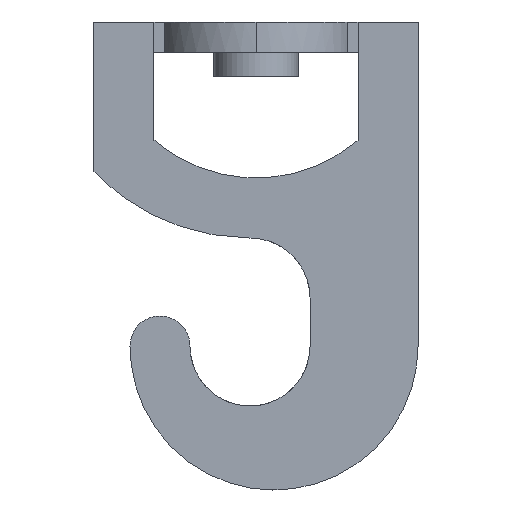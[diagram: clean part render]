
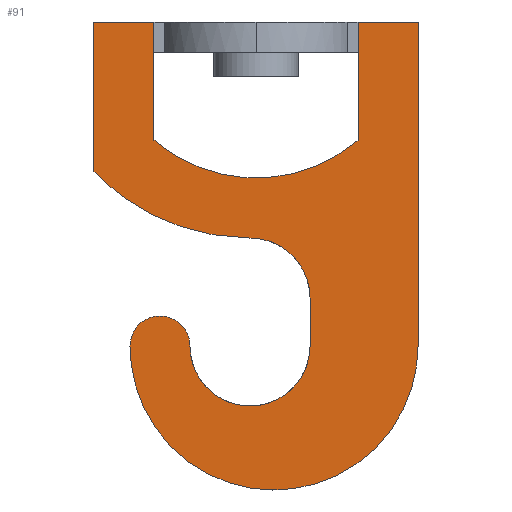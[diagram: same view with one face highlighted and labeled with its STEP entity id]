
A CAD part, front view. The second image highlights one B-rep face of the part: STEP entity #91.
In plain terms, the highlighted planar face has unit normal (0, -1, 0).
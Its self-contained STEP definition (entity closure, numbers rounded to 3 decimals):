
#91=ADVANCED_FACE('',(#162),#1172,.T.);
#162=FACE_OUTER_BOUND('',#245,.T.);
#245=EDGE_LOOP('',(#580,#581,#582,#583,#584,#585,#586,#587,#588,#589,#590,
#591,#592,#593));
#580=ORIENTED_EDGE('',*,*,#789,.T.);
#581=ORIENTED_EDGE('',*,*,#792,.T.);
#582=ORIENTED_EDGE('',*,*,#780,.T.);
#583=ORIENTED_EDGE('',*,*,#777,.T.);
#584=ORIENTED_EDGE('',*,*,#631,.T.);
#585=ORIENTED_EDGE('',*,*,#790,.T.);
#586=ORIENTED_EDGE('',*,*,#788,.T.);
#587=ORIENTED_EDGE('',*,*,#643,.F.);
#588=ORIENTED_EDGE('',*,*,#649,.T.);
#589=ORIENTED_EDGE('',*,*,#652,.F.);
#590=ORIENTED_EDGE('',*,*,#655,.T.);
#591=ORIENTED_EDGE('',*,*,#658,.F.);
#592=ORIENTED_EDGE('',*,*,#659,.F.);
#593=ORIENTED_EDGE('',*,*,#791,.F.);
#631=EDGE_CURVE('',#1004,#1000,#812,.T.);
#643=EDGE_CURVE('',#1018,#985,#938,.T.);
#649=EDGE_CURVE('',#1018,#1020,#941,.T.);
#652=EDGE_CURVE('',#1022,#1020,#820,.T.);
#655=EDGE_CURVE('',#1022,#1024,#943,.T.);
#658=EDGE_CURVE('',#1026,#1024,#945,.T.);
#659=EDGE_CURVE('',#990,#1026,#946,.T.);
#777=EDGE_CURVE('',#1100,#1004,#974,.T.);
#780=EDGE_CURVE('',#1101,#1100,#976,.T.);
#788=EDGE_CURVE('',#986,#985,#919,.T.);
#789=EDGE_CURVE('',#991,#1010,#920,.T.);
#790=EDGE_CURVE('',#1000,#986,#921,.T.);
#791=EDGE_CURVE('',#991,#990,#979,.T.);
#792=EDGE_CURVE('',#1010,#1101,#922,.T.);
#812=B_SPLINE_CURVE_WITH_KNOTS('',1,(#2630,#2631,#2632),.UNSPECIFIED.,.F.,
 .F.,(2,1,2),(0.463,0.932,6.512),
 .UNSPECIFIED.);
#820=B_SPLINE_CURVE_WITH_KNOTS('',1,(#2703,#2704),.UNSPECIFIED.,.F.,.F.,
(2,2),(0.,4.),.UNSPECIFIED.);
#919=B_SPLINE_CURVE_WITH_KNOTS('',1,(#3328,#3329),.UNSPECIFIED.,.F.,.F.,
(2,2),(-8.421,0.),.UNSPECIFIED.);
#920=B_SPLINE_CURVE_WITH_KNOTS('',1,(#3330,#3331),.UNSPECIFIED.,.F.,.F.,
(2,2),(-27.,-22.),.UNSPECIFIED.);
#921=B_SPLINE_CURVE_WITH_KNOTS('',1,(#3332,#3333),.UNSPECIFIED.,.F.,.F.,
(2,2),(-5.,0.),.UNSPECIFIED.);
#922=B_SPLINE_CURVE_WITH_KNOTS('',1,(#3339,#3340,#3341),.UNSPECIFIED.,.F.,
 .F.,(2,1,2),(-5.58,0.,0.484),.UNSPECIFIED.);
#938=(
BOUNDED_CURVE()
B_SPLINE_CURVE(2,(#2681,#2682,#2683),.UNSPECIFIED.,.F.,.F.)
B_SPLINE_CURVE_WITH_KNOTS((3,3),(-13.909,0.),.UNSPECIFIED.)
CURVE()
GEOMETRIC_REPRESENTATION_ITEM()
RATIONAL_B_SPLINE_CURVE((1.,0.92,1.))
REPRESENTATION_ITEM('')
);
#941=(
BOUNDED_CURVE()
B_SPLINE_CURVE(2,(#2696,#2697,#2698),.UNSPECIFIED.,.F.,.F.)
B_SPLINE_CURVE_WITH_KNOTS((3,3),(-7.854,0.),.UNSPECIFIED.)
CURVE()
GEOMETRIC_REPRESENTATION_ITEM()
RATIONAL_B_SPLINE_CURVE((1.,0.707,1.))
REPRESENTATION_ITEM('')
);
#943=(
BOUNDED_CURVE()
B_SPLINE_CURVE(2,(#2712,#2713,#2714,#2715,#2716),.UNSPECIFIED.,.F.,.F.)
B_SPLINE_CURVE_WITH_KNOTS((3,2,3),(-15.708,-7.854,0.),
 .UNSPECIFIED.)
CURVE()
GEOMETRIC_REPRESENTATION_ITEM()
RATIONAL_B_SPLINE_CURVE((1.,0.707,1.,0.707,1.))
REPRESENTATION_ITEM('')
);
#945=(
BOUNDED_CURVE()
B_SPLINE_CURVE(2,(#2724,#2725,#2726,#2727,#2728),.UNSPECIFIED.,.F.,.F.)
B_SPLINE_CURVE_WITH_KNOTS((3,2,3),(-7.854,-3.927,
0.),.UNSPECIFIED.)
CURVE()
GEOMETRIC_REPRESENTATION_ITEM()
RATIONAL_B_SPLINE_CURVE((1.,0.707,1.,0.707,1.))
REPRESENTATION_ITEM('')
);
#946=(
BOUNDED_CURVE()
B_SPLINE_CURVE(2,(#2729,#2730,#2731,#2732,#2733),.UNSPECIFIED.,.F.,.F.)
B_SPLINE_CURVE_WITH_KNOTS((3,2,3),(-83.916,-65.868,
-47.819),.UNSPECIFIED.)
CURVE()
GEOMETRIC_REPRESENTATION_ITEM()
RATIONAL_B_SPLINE_CURVE((1.,0.707,1.,0.707,1.))
REPRESENTATION_ITEM('')
);
#974=(
BOUNDED_CURVE()
B_SPLINE_CURVE(2,(#3295,#3296,#3297,#3298,#3299),.UNSPECIFIED.,.F.,.F.)
B_SPLINE_CURVE_WITH_KNOTS((3,2,3),(-87.04,-69.563,
-68.945),.UNSPECIFIED.)
CURVE()
GEOMETRIC_REPRESENTATION_ITEM()
RATIONAL_B_SPLINE_CURVE((1.,0.782,1.,1.,1.))
REPRESENTATION_ITEM('')
);
#976=(
BOUNDED_CURVE()
B_SPLINE_CURVE(2,(#3307,#3308,#3309),.UNSPECIFIED.,.F.,.F.)
B_SPLINE_CURVE_WITH_KNOTS((3,3),(-87.68,-87.04),
 .UNSPECIFIED.)
CURVE()
GEOMETRIC_REPRESENTATION_ITEM()
RATIONAL_B_SPLINE_CURVE((1.,1.,1.))
REPRESENTATION_ITEM('')
);
#979=(
BOUNDED_CURVE()
B_SPLINE_CURVE(2,(#3334,#3335,#3336,#3337,#3338),.UNSPECIFIED.,.F.,.F.)
B_SPLINE_CURVE_WITH_KNOTS((3,2,3),(-109.769,-107.854,
-83.916),.UNSPECIFIED.)
CURVE()
GEOMETRIC_REPRESENTATION_ITEM()
RATIONAL_B_SPLINE_CURVE((1.,1.,1.,1.,1.))
REPRESENTATION_ITEM('')
);
#985=VERTEX_POINT('',#2411);
#986=VERTEX_POINT('',#2412);
#990=VERTEX_POINT('',#2416);
#991=VERTEX_POINT('',#2417);
#1000=VERTEX_POINT('',#2426);
#1004=VERTEX_POINT('',#2430);
#1010=VERTEX_POINT('',#2436);
#1018=VERTEX_POINT('',#2444);
#1020=VERTEX_POINT('',#2446);
#1022=VERTEX_POINT('',#2448);
#1024=VERTEX_POINT('',#2450);
#1026=VERTEX_POINT('',#2452);
#1100=VERTEX_POINT('',#2526);
#1101=VERTEX_POINT('',#2527);
#1172=PLANE('',#1299);
#1299=AXIS2_PLACEMENT_3D('',#2387,#1341,$);
#1341=DIRECTION('',(0.,-1.,0.));
#2387=CARTESIAN_POINT('',(-13.5,-4.5,-39.42));
#2411=CARTESIAN_POINT('',(-13.5,-4.5,-12.45));
#2412=CARTESIAN_POINT('',(-13.5,-4.5,0.));
#2416=CARTESIAN_POINT('',(13.5,-4.5,-27.));
#2417=CARTESIAN_POINT('',(13.5,-4.5,0.));
#2426=CARTESIAN_POINT('',(-8.5,-4.5,0.));
#2430=CARTESIAN_POINT('',(-8.5,-4.5,-9.836));
#2436=CARTESIAN_POINT('',(8.5,-4.5,0.));
#2444=CARTESIAN_POINT('',(-0.5,-4.5,-18.));
#2446=CARTESIAN_POINT('',(4.5,-4.5,-23.));
#2448=CARTESIAN_POINT('',(4.5,-4.5,-27.));
#2450=CARTESIAN_POINT('',(-5.5,-4.5,-27.));
#2452=CARTESIAN_POINT('',(-10.5,-4.5,-27.));
#2526=CARTESIAN_POINT('',(8.065,-4.5,-10.196));
#2527=CARTESIAN_POINT('',(8.5,-4.5,-9.852));
#2630=CARTESIAN_POINT('',(-8.5,-4.5,-9.836));
#2631=CARTESIAN_POINT('',(-8.5,-4.5,-9.367));
#2632=CARTESIAN_POINT('',(-8.5,-4.5,0.));
#2681=CARTESIAN_POINT('',(-0.5,-4.5,-18.));
#2682=CARTESIAN_POINT('',(-8.185,-4.5,-18.));
#2683=CARTESIAN_POINT('',(-13.5,-4.5,-12.45));
#2696=CARTESIAN_POINT('',(-0.5,-4.5,-18.));
#2697=CARTESIAN_POINT('',(4.5,-4.5,-18.));
#2698=CARTESIAN_POINT('',(4.5,-4.5,-23.));
#2703=CARTESIAN_POINT('',(4.5,-4.5,-27.));
#2704=CARTESIAN_POINT('',(4.5,-4.5,-23.));
#2712=CARTESIAN_POINT('',(4.5,-4.5,-27.));
#2713=CARTESIAN_POINT('',(4.5,-4.5,-32.));
#2714=CARTESIAN_POINT('',(-0.5,-4.5,-32.));
#2715=CARTESIAN_POINT('',(-5.5,-4.5,-32.));
#2716=CARTESIAN_POINT('',(-5.5,-4.5,-27.));
#2724=CARTESIAN_POINT('',(-10.5,-4.5,-27.));
#2725=CARTESIAN_POINT('',(-10.5,-4.5,-24.5));
#2726=CARTESIAN_POINT('',(-8.,-4.5,-24.5));
#2727=CARTESIAN_POINT('',(-5.5,-4.5,-24.5));
#2728=CARTESIAN_POINT('',(-5.5,-4.5,-27.));
#2729=CARTESIAN_POINT('',(13.5,-4.5,-27.));
#2730=CARTESIAN_POINT('',(13.5,-4.5,-39.));
#2731=CARTESIAN_POINT('',(1.5,-4.5,-39.));
#2732=CARTESIAN_POINT('',(-10.5,-4.5,-39.));
#2733=CARTESIAN_POINT('',(-10.5,-4.5,-27.));
#3295=CARTESIAN_POINT('',(8.065,-4.5,-10.196));
#3296=CARTESIAN_POINT('',(-0.049,-4.5,-16.614));
#3297=CARTESIAN_POINT('',(-8.125,-4.5,-10.148));
#3298=CARTESIAN_POINT('',(-8.31,-4.5,-10.));
#3299=CARTESIAN_POINT('',(-8.5,-4.5,-9.836));
#3307=CARTESIAN_POINT('',(8.5,-4.5,-9.852));
#3308=CARTESIAN_POINT('',(8.278,-4.5,-10.028));
#3309=CARTESIAN_POINT('',(8.065,-4.5,-10.196));
#3328=CARTESIAN_POINT('',(-13.5,-4.5,0.));
#3329=CARTESIAN_POINT('',(-13.5,-4.5,-12.45));
#3330=CARTESIAN_POINT('',(13.5,-4.5,0.));
#3331=CARTESIAN_POINT('',(8.5,-4.5,0.));
#3332=CARTESIAN_POINT('',(-8.5,-4.5,0.));
#3333=CARTESIAN_POINT('',(-13.5,-4.5,0.));
#3334=CARTESIAN_POINT('',(13.5,-4.5,0.));
#3335=CARTESIAN_POINT('',(13.5,-4.5,-1.));
#3336=CARTESIAN_POINT('',(13.5,-4.5,-2.));
#3337=CARTESIAN_POINT('',(13.5,-4.5,-14.5));
#3338=CARTESIAN_POINT('',(13.5,-4.5,-27.));
#3339=CARTESIAN_POINT('',(8.5,-4.5,0.));
#3340=CARTESIAN_POINT('',(8.5,-4.5,-9.367));
#3341=CARTESIAN_POINT('',(8.5,-4.5,-9.852));
